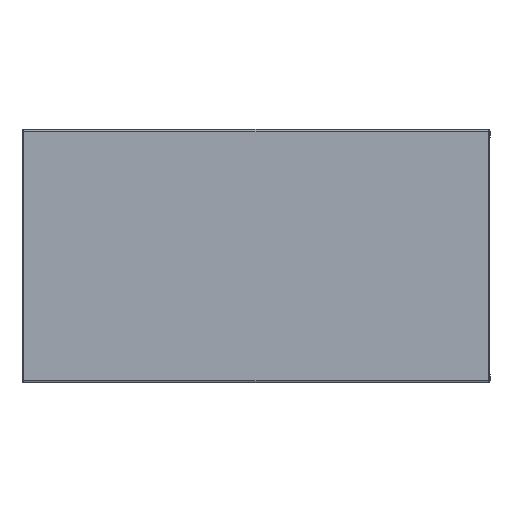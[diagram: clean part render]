
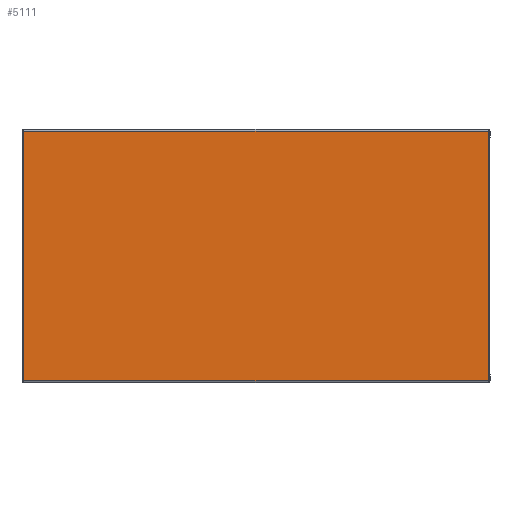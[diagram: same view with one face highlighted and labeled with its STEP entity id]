
A CAD part, left-side view. The second image highlights one B-rep face of the part: STEP entity #5111.
In plain terms, the highlighted planar face has unit normal (-1, 0, 0).
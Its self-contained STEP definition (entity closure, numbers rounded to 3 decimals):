
#155 = PLANE ( 'NONE',  #5051 ) ;
#184 = CARTESIAN_POINT ( 'NONE',  ( -1., -0.6, 0.645 ) ) ;
#620 = DIRECTION ( 'NONE',  ( 0., 1., 0. ) ) ;
#693 = CARTESIAN_POINT ( 'NONE',  ( -1., 0.595, 0.005 ) ) ;
#792 = CARTESIAN_POINT ( 'NONE',  ( -1., -0.595, 0.02 ) ) ;
#925 = VERTEX_POINT ( 'NONE', #4739 ) ;
#1005 = LINE ( 'NONE', #184, #3165 ) ;
#1013 = FACE_OUTER_BOUND ( 'NONE', #3963, .T. ) ;
#1017 = CARTESIAN_POINT ( 'NONE',  ( -1., -0.6, 0.005 ) ) ;
#1296 = ORIENTED_EDGE ( 'NONE', *, *, #1458, .T. ) ;
#1349 = VECTOR ( 'NONE', #4050, 1000. ) ;
#1458 = EDGE_CURVE ( 'NONE', #4436, #5583, #1745, .T. ) ;
#1477 = VECTOR ( 'NONE', #1725, 1000. ) ;
#1574 = ORIENTED_EDGE ( 'NONE', *, *, #2797, .T. ) ;
#1656 = DIRECTION ( 'NONE',  ( 0., 0., 1. ) ) ;
#1725 = DIRECTION ( 'NONE',  ( 0., 0., -1. ) ) ;
#1745 = LINE ( 'NONE', #3888, #1477 ) ;
#1866 = EDGE_CURVE ( 'NONE', #3812, #925, #5543, .T. ) ;
#2212 = CARTESIAN_POINT ( 'NONE',  ( -1., 0.595, 0.645 ) ) ;
#2343 = DIRECTION ( 'NONE',  ( 1., 0., 0. ) ) ;
#2797 = EDGE_CURVE ( 'NONE', #925, #4436, #1005, .T. ) ;
#3032 = CARTESIAN_POINT ( 'NONE',  ( -1., -0.595, 0.005 ) ) ;
#3087 = VECTOR ( 'NONE', #1656, 1000. ) ;
#3165 = VECTOR ( 'NONE', #620, 1000. ) ;
#3211 = ORIENTED_EDGE ( 'NONE', *, *, #1866, .T. ) ;
#3533 = ORIENTED_EDGE ( 'NONE', *, *, #4688, .T. ) ;
#3812 = VERTEX_POINT ( 'NONE', #3032 ) ;
#3888 = CARTESIAN_POINT ( 'NONE',  ( -1., 0.595, 0.02 ) ) ;
#3963 = EDGE_LOOP ( 'NONE', ( #1574, #1296, #3533, #3211 ) ) ;
#4050 = DIRECTION ( 'NONE',  ( 0., -1., 0. ) ) ;
#4436 = VERTEX_POINT ( 'NONE', #2212 ) ;
#4676 = LINE ( 'NONE', #1017, #1349 ) ;
#4688 = EDGE_CURVE ( 'NONE', #5583, #3812, #4676, .T. ) ;
#4739 = CARTESIAN_POINT ( 'NONE',  ( -1., -0.595, 0.645 ) ) ;
#4933 = CARTESIAN_POINT ( 'NONE',  ( -1., -0.6, 0.02 ) ) ;
#5051 = AXIS2_PLACEMENT_3D ( 'NONE', #4933, #2343, #5376 ) ;
#5111 = ADVANCED_FACE ( 'NONE', ( #1013 ), #155, .F. ) ;
#5376 = DIRECTION ( 'NONE',  ( 0., 0., -1. ) ) ;
#5543 = LINE ( 'NONE', #792, #3087 ) ;
#5583 = VERTEX_POINT ( 'NONE', #693 ) ;
